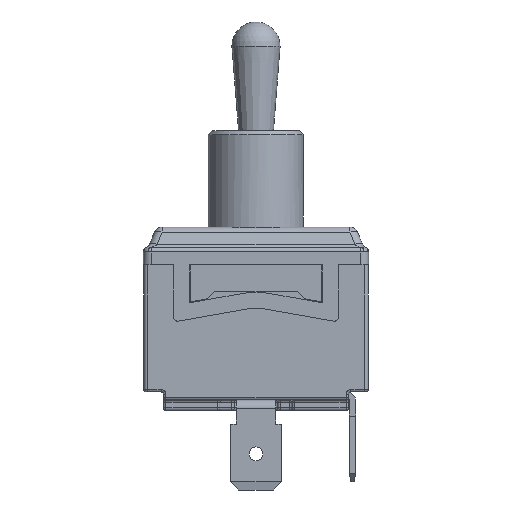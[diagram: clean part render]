
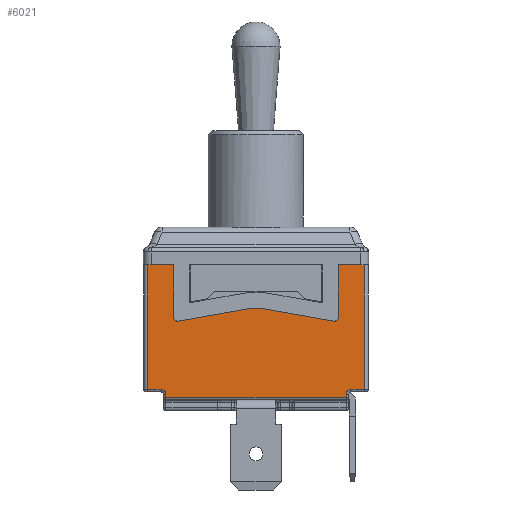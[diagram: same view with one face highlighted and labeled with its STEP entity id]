
A CAD part, front view. The second image highlights one B-rep face of the part: STEP entity #6021.
In plain terms, the highlighted planar face has unit normal (0, -1, 0).
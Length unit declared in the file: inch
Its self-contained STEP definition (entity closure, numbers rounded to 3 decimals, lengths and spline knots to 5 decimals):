
#301=PLANE('',#6507);
#542=LINE('',#9362,#1050);
#550=LINE('',#9383,#1058);
#556=LINE('',#9395,#1064);
#596=LINE('',#9485,#1104);
#600=LINE('',#9503,#1108);
#609=LINE('',#9529,#1117);
#613=LINE('',#9539,#1121);
#614=LINE('',#9543,#1122);
#615=LINE('',#9544,#1123);
#616=LINE('',#9546,#1124);
#617=LINE('',#9548,#1125);
#618=LINE('',#9552,#1126);
#619=LINE('',#9554,#1127);
#620=LINE('',#9556,#1128);
#1050=VECTOR('',#7440,0.3937);
#1058=VECTOR('',#7456,0.3937);
#1064=VECTOR('',#7464,0.3937);
#1104=VECTOR('',#7538,0.3937);
#1108=VECTOR('',#7558,0.3937);
#1117=VECTOR('',#7587,0.3937);
#1121=VECTOR('',#7599,0.3937);
#1122=VECTOR('',#7602,0.3937);
#1123=VECTOR('',#7603,0.3937);
#1124=VECTOR('',#7606,0.3937);
#1125=VECTOR('',#7607,0.3937);
#1126=VECTOR('',#7610,0.3937);
#1127=VECTOR('',#7611,0.3937);
#1128=VECTOR('',#7612,0.3937);
#1613=FACE_OUTER_BOUND('',#2003,.T.);
#2003=EDGE_LOOP('',(#4607,#4608,#4609,#4610,#4611,#4612,#4613,#4614,#4615,
#4616,#4617,#4618,#4619,#4620,#4621,#4622,#4623,#4624,#4625,#4626));
#2354=CIRCLE('',#6491,0.01969);
#2356=CIRCLE('',#6495,0.01969);
#2359=CIRCLE('',#6504,0.01969);
#2361=CIRCLE('',#6508,0.01969);
#2362=CIRCLE('',#6509,0.02362);
#2363=CIRCLE('',#6510,0.02362);
#2765=VERTEX_POINT('',#9359);
#2766=VERTEX_POINT('',#9361);
#2773=VERTEX_POINT('',#9379);
#2775=VERTEX_POINT('',#9382);
#2778=VERTEX_POINT('',#9389);
#2780=VERTEX_POINT('',#9393);
#2812=VERTEX_POINT('',#9482);
#2813=VERTEX_POINT('',#9484);
#2817=VERTEX_POINT('',#9496);
#2818=VERTEX_POINT('',#9500);
#2821=VERTEX_POINT('',#9508);
#2825=VERTEX_POINT('',#9526);
#2828=VERTEX_POINT('',#9536);
#2829=VERTEX_POINT('',#9541);
#2830=VERTEX_POINT('',#9542);
#2831=VERTEX_POINT('',#9547);
#2832=VERTEX_POINT('',#9549);
#2833=VERTEX_POINT('',#9551);
#2834=VERTEX_POINT('',#9553);
#2835=VERTEX_POINT('',#9555);
#3387=EDGE_CURVE('',#2766,#2765,#542,.T.);
#3397=EDGE_CURVE('',#2775,#2773,#550,.T.);
#3403=EDGE_CURVE('',#2778,#2780,#556,.T.);
#3446=EDGE_CURVE('',#2812,#2813,#596,.T.);
#3452=EDGE_CURVE('',#2778,#2817,#2354,.F.);
#3455=EDGE_CURVE('',#2765,#2818,#600,.T.);
#3459=EDGE_CURVE('',#2821,#2818,#2356,.F.);
#3468=EDGE_CURVE('',#2821,#2825,#609,.T.);
#3470=EDGE_CURVE('',#2825,#2775,#2359,.T.);
#3474=EDGE_CURVE('',#2828,#2817,#613,.T.);
#3475=EDGE_CURVE('',#2829,#2830,#614,.T.);
#3476=EDGE_CURVE('',#2766,#2829,#615,.T.);
#3477=EDGE_CURVE('',#2773,#2828,#2361,.T.);
#3478=EDGE_CURVE('',#2780,#2813,#616,.T.);
#3479=EDGE_CURVE('',#2831,#2812,#617,.T.);
#3480=EDGE_CURVE('',#2832,#2831,#2362,.T.);
#3481=EDGE_CURVE('',#2833,#2832,#618,.T.);
#3482=EDGE_CURVE('',#2834,#2833,#619,.T.);
#3483=EDGE_CURVE('',#2835,#2834,#620,.T.);
#3484=EDGE_CURVE('',#2830,#2835,#2363,.T.);
#4607=ORIENTED_EDGE('',*,*,#3475,.F.);
#4608=ORIENTED_EDGE('',*,*,#3476,.F.);
#4609=ORIENTED_EDGE('',*,*,#3387,.T.);
#4610=ORIENTED_EDGE('',*,*,#3455,.T.);
#4611=ORIENTED_EDGE('',*,*,#3459,.F.);
#4612=ORIENTED_EDGE('',*,*,#3468,.T.);
#4613=ORIENTED_EDGE('',*,*,#3470,.T.);
#4614=ORIENTED_EDGE('',*,*,#3397,.T.);
#4615=ORIENTED_EDGE('',*,*,#3477,.T.);
#4616=ORIENTED_EDGE('',*,*,#3474,.T.);
#4617=ORIENTED_EDGE('',*,*,#3452,.F.);
#4618=ORIENTED_EDGE('',*,*,#3403,.T.);
#4619=ORIENTED_EDGE('',*,*,#3478,.T.);
#4620=ORIENTED_EDGE('',*,*,#3446,.F.);
#4621=ORIENTED_EDGE('',*,*,#3479,.F.);
#4622=ORIENTED_EDGE('',*,*,#3480,.F.);
#4623=ORIENTED_EDGE('',*,*,#3481,.F.);
#4624=ORIENTED_EDGE('',*,*,#3482,.F.);
#4625=ORIENTED_EDGE('',*,*,#3483,.F.);
#4626=ORIENTED_EDGE('',*,*,#3484,.F.);
#6021=ADVANCED_FACE('',(#1613),#301,.T.);
#6491=AXIS2_PLACEMENT_3D('',#9497,#7552,#7553);
#6495=AXIS2_PLACEMENT_3D('',#9510,#7565,#7566);
#6504=AXIS2_PLACEMENT_3D('',#9532,#7591,#7592);
#6507=AXIS2_PLACEMENT_3D('',#9540,#7600,#7601);
#6508=AXIS2_PLACEMENT_3D('',#9545,#7604,#7605);
#6509=AXIS2_PLACEMENT_3D('',#9550,#7608,#7609);
#6510=AXIS2_PLACEMENT_3D('',#9557,#7613,#7614);
#7440=DIRECTION('',(-1.,0.,0.));
#7456=DIRECTION('',(-1.,0.,0.));
#7464=DIRECTION('',(0.,0.,1.));
#7538=DIRECTION('',(0.,0.,1.));
#7552=DIRECTION('center_axis',(0.,1.,0.));
#7553=DIRECTION('ref_axis',(-0.643,0.,-0.766));
#7558=DIRECTION('',(0.,0.,-1.));
#7565=DIRECTION('center_axis',(0.,1.,0.));
#7566=DIRECTION('ref_axis',(0.643,0.,-0.766));
#7587=DIRECTION('',(-0.985,0.,0.174));
#7591=DIRECTION('center_axis',(0.,-1.,0.));
#7592=DIRECTION('ref_axis',(0.087,0.,0.996));
#7599=DIRECTION('',(-0.985,0.,-0.174));
#7600=DIRECTION('center_axis',(0.,-1.,0.));
#7601=DIRECTION('ref_axis',(0.,0.,-1.));
#7602=DIRECTION('',(-1.,0.,0.));
#7603=DIRECTION('',(0.,0.,-1.));
#7604=DIRECTION('center_axis',(0.,-1.,0.));
#7605=DIRECTION('ref_axis',(-0.087,0.,0.996));
#7606=DIRECTION('',(-1.,0.,0.));
#7607=DIRECTION('',(-1.,0.,0.));
#7608=DIRECTION('center_axis',(0.,-1.,0.));
#7609=DIRECTION('ref_axis',(0.707,0.,0.707));
#7610=DIRECTION('',(0.,0.,1.));
#7611=DIRECTION('',(-1.,0.,0.));
#7612=DIRECTION('',(0.,0.,-1.));
#7613=DIRECTION('center_axis',(0.,-1.,0.));
#7614=DIRECTION('ref_axis',(-0.707,0.,0.707));
#9359=CARTESIAN_POINT('',(0.40354,-0.25787,0.));
#9361=CARTESIAN_POINT('',(0.53051,-0.25787,0.));
#9362=CARTESIAN_POINT('',(0.5502,-0.25787,0.));
#9379=CARTESIAN_POINT('',(-0.03281,-0.25787,-0.21457));
#9382=CARTESIAN_POINT('',(0.03281,-0.25787,-0.21457));
#9383=CARTESIAN_POINT('',(-0.29237,-0.25787,-0.21457));
#9389=CARTESIAN_POINT('',(-0.40354,-0.25787,-0.25617));
#9393=CARTESIAN_POINT('',(-0.40354,-0.25787,0.));
#9395=CARTESIAN_POINT('',(-0.40354,-0.25787,0.));
#9482=CARTESIAN_POINT('',(-0.53051,-0.25787,-0.61024));
#9484=CARTESIAN_POINT('',(-0.53051,-0.25787,0.));
#9485=CARTESIAN_POINT('',(-0.53051,-0.25787,0.));
#9496=CARTESIAN_POINT('',(-0.38044,-0.25787,-0.27556));
#9497=CARTESIAN_POINT('Origin',(-0.38386,-0.25787,-0.25617));
#9500=CARTESIAN_POINT('',(0.40354,-0.25787,-0.25617));
#9503=CARTESIAN_POINT('',(0.40354,-0.25787,-0.13982));
#9508=CARTESIAN_POINT('',(0.38044,-0.25787,-0.27556));
#9510=CARTESIAN_POINT('Origin',(0.38386,-0.25787,-0.25617));
#9526=CARTESIAN_POINT('',(0.03623,-0.25787,-0.21487));
#9529=CARTESIAN_POINT('',(-0.26736,-0.25787,-0.16133));
#9532=CARTESIAN_POINT('Origin',(0.03281,-0.25787,-0.23425));
#9536=CARTESIAN_POINT('',(-0.03623,-0.25787,-0.21487));
#9539=CARTESIAN_POINT('',(-0.45075,-0.25787,-0.28796));
#9540=CARTESIAN_POINT('Origin',(-0.5502,-0.25787,0.));
#9541=CARTESIAN_POINT('',(0.53051,-0.25787,-0.61024));
#9542=CARTESIAN_POINT('',(0.46457,-0.25787,-0.61024));
#9543=CARTESIAN_POINT('',(-0.2751,-0.25787,-0.61024));
#9544=CARTESIAN_POINT('',(0.53051,-0.25787,0.));
#9545=CARTESIAN_POINT('Origin',(-0.03281,-0.25787,
-0.23425));
#9546=CARTESIAN_POINT('',(0.5502,-0.25787,0.));
#9547=CARTESIAN_POINT('',(-0.46457,-0.25787,-0.61024));
#9548=CARTESIAN_POINT('',(-0.2751,-0.25787,-0.61024));
#9549=CARTESIAN_POINT('',(-0.44094,-0.25787,-0.63386));
#9550=CARTESIAN_POINT('Origin',(-0.46457,-0.25787,-0.63386));
#9551=CARTESIAN_POINT('',(-0.44094,-0.25787,-0.64961));
#9552=CARTESIAN_POINT('',(-0.44094,-0.25787,-0.31102));
#9553=CARTESIAN_POINT('',(0.44094,-0.25787,-0.64961));
#9554=CARTESIAN_POINT('',(-0.2751,-0.25787,-0.64961));
#9555=CARTESIAN_POINT('',(0.44094,-0.25787,-0.63386));
#9556=CARTESIAN_POINT('',(0.44094,-0.25787,-0.31102));
#9557=CARTESIAN_POINT('Origin',(0.46457,-0.25787,-0.63386));
